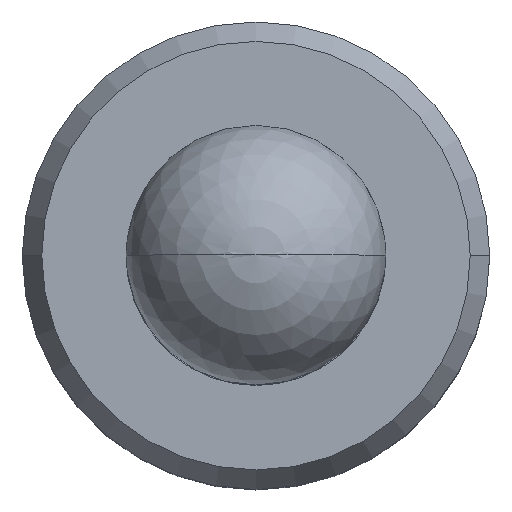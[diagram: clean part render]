
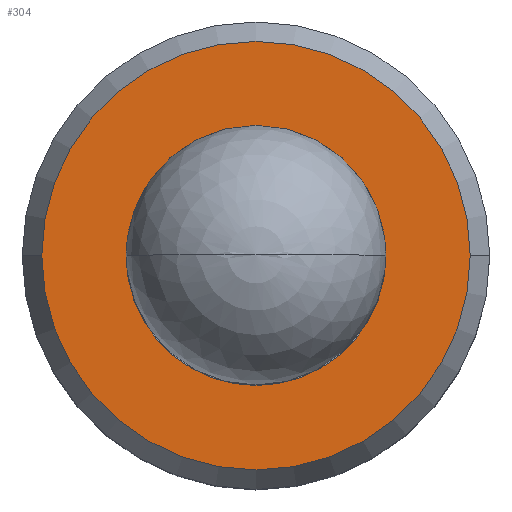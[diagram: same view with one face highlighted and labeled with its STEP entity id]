
A CAD part, top view. The second image highlights one B-rep face of the part: STEP entity #304.
In plain terms, the highlighted planar face has unit normal (0, 0, 1).
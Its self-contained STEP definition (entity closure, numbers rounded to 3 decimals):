
#154=EDGE_CURVE('',#178,#180,#367,.T.);
#160=EDGE_CURVE('',#226,#288,#374,.T.);
#178=VERTEX_POINT('',#393);
#180=VERTEX_POINT('',#395);
#224=EDGE_CURVE('',#180,#178,#451,.T.);
#226=VERTEX_POINT('',#453);
#254=EDGE_CURVE('',#288,#226,#486,.T.);
#288=VERTEX_POINT('',#522);
#304=ADVANCED_FACE('',(#540,#541),#542,.T.);
#367=CIRCLE('',#610,8.25);
#374=CIRCLE('',#620,5.0);
#393=CARTESIAN_POINT('',(8.25,0.,0.));
#395=CARTESIAN_POINT('',(-8.25,0.,0.));
#451=CIRCLE('',#714,8.25);
#453=CARTESIAN_POINT('',(5.,0.,0.));
#486=CIRCLE('',#757,5.0);
#522=CARTESIAN_POINT('',(-5.,0.,0.));
#540=FACE_BOUND('',#827,.T.);
#541=FACE_OUTER_BOUND('',#828,.T.);
#542=PLANE('',#829);
#610=AXIS2_PLACEMENT_3D('',#878,#879,#880);
#620=AXIS2_PLACEMENT_3D('',#888,#889,#890);
#714=AXIS2_PLACEMENT_3D('',#1005,#1006,#1007);
#757=AXIS2_PLACEMENT_3D('',#1058,#1059,#1060);
#827=EDGE_LOOP('',(#1109,#1110));
#828=EDGE_LOOP('',(#1111,#1112));
#829=AXIS2_PLACEMENT_3D('',#1113,#1114,#1115);
#878=CARTESIAN_POINT('',(0.,0.,0.));
#879=DIRECTION('',(0.0,0.0,1.0));
#880=DIRECTION('',(-1.0,0.,0.0));
#888=CARTESIAN_POINT('',(0.,0.,0.));
#889=DIRECTION('',(0.0,0.,-1.0));
#890=DIRECTION('',(1.0,0.0,0.0));
#1005=CARTESIAN_POINT('',(0.,0.,0.));
#1006=DIRECTION('',(0.0,0.0,1.0));
#1007=DIRECTION('',(-1.0,0.,0.0));
#1058=CARTESIAN_POINT('',(0.,0.,0.));
#1059=DIRECTION('',(0.0,0.,-1.0));
#1060=DIRECTION('',(1.0,0.0,0.0));
#1109=ORIENTED_EDGE('',*,*,#254,.T.);
#1110=ORIENTED_EDGE('',*,*,#160,.T.);
#1111=ORIENTED_EDGE('',*,*,#224,.T.);
#1112=ORIENTED_EDGE('',*,*,#154,.T.);
#1113=CARTESIAN_POINT('',(-7.625,0.,0.));
#1114=DIRECTION('',(0.0,0.0,1.0));
#1115=DIRECTION('',(-1.0,0.,0.0));
